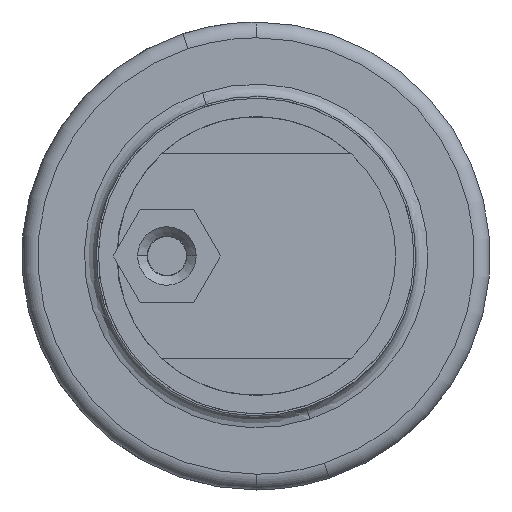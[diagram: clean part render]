
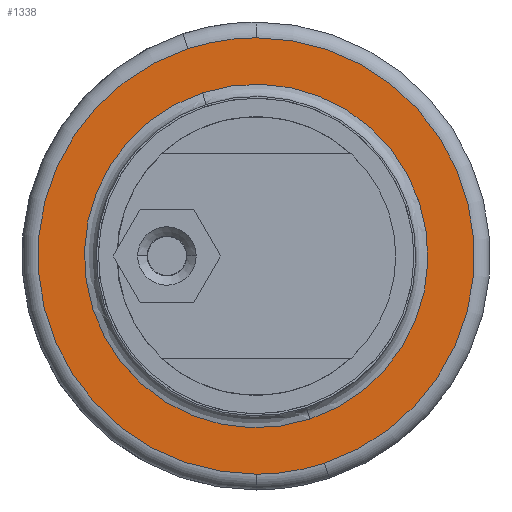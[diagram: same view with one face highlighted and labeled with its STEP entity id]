
A CAD part, left-side view. The second image highlights one B-rep face of the part: STEP entity #1338.
In plain terms, the highlighted planar face has unit normal (-1, -0.001, 0).
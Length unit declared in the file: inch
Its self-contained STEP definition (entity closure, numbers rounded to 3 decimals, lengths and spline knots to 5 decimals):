
#1338=ADVANCED_FACE('',(#2723,#2724),#2725,.F.);
#2723=FACE_OUTER_BOUND('',#15421,.T.);
#2724=FACE_BOUND('',#15422,.T.);
#2725=PLANE('',#15423);
#15421=EDGE_LOOP('',(#20069,#20070,#20071,#20072));
#15422=EDGE_LOOP('',(#20073,#20074));
#15423=AXIS2_PLACEMENT_3D('',#20075,#20076,#20077);
#20069=ORIENTED_EDGE('',*,*,#20869,.T.);
#20070=ORIENTED_EDGE('',*,*,#20793,.T.);
#20071=ORIENTED_EDGE('',*,*,#20663,.T.);
#20072=ORIENTED_EDGE('',*,*,#20971,.T.);
#20073=ORIENTED_EDGE('',*,*,#21781,.F.);
#20074=ORIENTED_EDGE('',*,*,#21481,.F.);
#20075=CARTESIAN_POINT('',(2.02059,-0.36566,2.15246));
#20076=DIRECTION('',(1.,0.001,0.));
#20077=DIRECTION('',(0.,0.,-1.0));
#20663=EDGE_CURVE('',#22246,#22244,#22247,.T.);
#20793=EDGE_CURVE('',#22462,#22246,#22463,.T.);
#20869=EDGE_CURVE('',#22576,#22462,#22577,.T.);
#20971=EDGE_CURVE('',#22244,#22576,#22707,.T.);
#21481=EDGE_CURVE('',#23413,#23415,#23416,.T.);
#21781=EDGE_CURVE('',#23415,#23413,#23769,.T.);
#22244=VERTEX_POINT('',#24308);
#22246=VERTEX_POINT('',#24310);
#22247=CIRCLE('',#24311,0.9252);
#22462=VERTEX_POINT('',#24526);
#22463=CIRCLE('',#24527,0.9252);
#22576=VERTEX_POINT('',#24640);
#22577=CIRCLE('',#24641,0.9252);
#22707=CIRCLE('',#24771,0.9252);
#23413=VERTEX_POINT('',#25515);
#23415=VERTEX_POINT('',#25517);
#23416=CIRCLE('',#25518,0.72835);
#23769=CIRCLE('',#25929,0.72835);
#24308=CARTESIAN_POINT('',(2.01981,0.80254,1.90945));
#24310=CARTESIAN_POINT('',(2.02,0.51309,0.1055));
#24311=AXIS2_PLACEMENT_3D('',#26406,#26407,#26408);
#24526=CARTESIAN_POINT('',(2.01981,0.80254,0.05906));
#24527=AXIS2_PLACEMENT_3D('',#26709,#26710,#26711);
#24640=CARTESIAN_POINT('',(2.01961,1.09199,1.86301));
#24641=AXIS2_PLACEMENT_3D('',#26880,#26881,#26882);
#24771=AXIS2_PLACEMENT_3D('',#27099,#27100,#27101);
#25515=CARTESIAN_POINT('',(2.01996,0.57468,0.29247));
#25517=CARTESIAN_POINT('',(2.01965,1.03041,1.67604));
#25518=AXIS2_PLACEMENT_3D('',#28136,#28137,#28138);
#25929=AXIS2_PLACEMENT_3D('',#28548,#28549,#28550);
#26406=CARTESIAN_POINT('',(2.01981,0.80254,0.98425));
#26407=DIRECTION('',(-1.,-0.001,0.));
#26408=DIRECTION('',(0.,-0.313,-0.95));
#26709=CARTESIAN_POINT('',(2.01981,0.80254,0.98425));
#26710=DIRECTION('',(-1.,-0.001,0.));
#26711=DIRECTION('',(0.,0.313,0.95));
#26880=CARTESIAN_POINT('',(2.01981,0.80254,0.98425));
#26881=DIRECTION('',(-1.,-0.001,0.));
#26882=DIRECTION('',(0.,0.313,0.95));
#27099=CARTESIAN_POINT('',(2.01981,0.80254,0.98425));
#27100=DIRECTION('',(-1.,-0.001,0.));
#27101=DIRECTION('',(0.,-0.313,-0.95));
#28136=CARTESIAN_POINT('',(2.01981,0.80254,0.98425));
#28137=DIRECTION('',(-1.,-0.001,0.));
#28138=DIRECTION('',(0.,-0.313,-0.95));
#28548=CARTESIAN_POINT('',(2.01981,0.80254,0.98425));
#28549=DIRECTION('',(-1.,-0.001,0.));
#28550=DIRECTION('',(0.,0.313,0.95));
